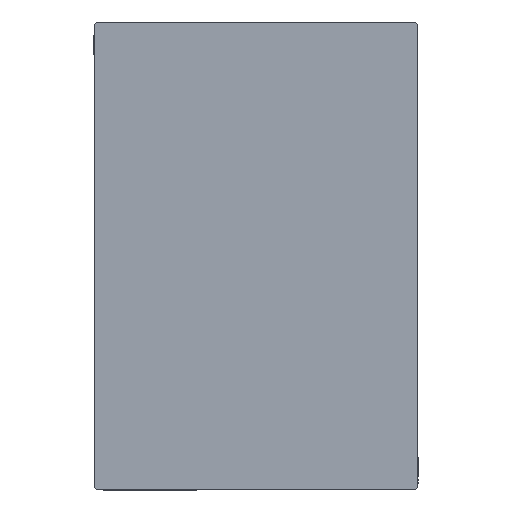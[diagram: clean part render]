
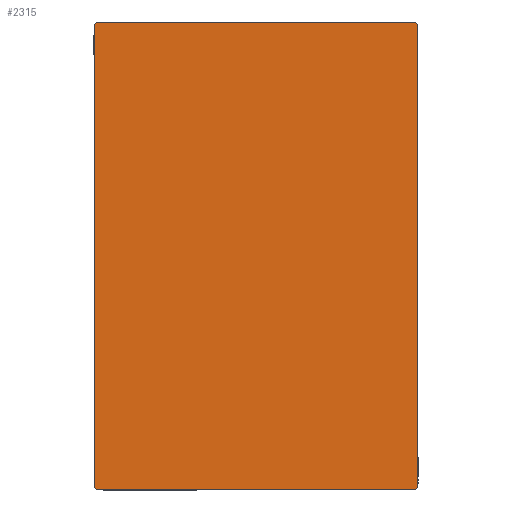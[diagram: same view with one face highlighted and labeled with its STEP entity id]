
A CAD part, left-side view. The second image highlights one B-rep face of the part: STEP entity #2315.
In plain terms, the highlighted face is planar.
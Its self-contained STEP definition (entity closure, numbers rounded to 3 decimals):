
#83 = AXIS2_PLACEMENT_3D ( 'NONE', #17991, #37715, #5029 ) ;
#2185 = DIRECTION ( 'NONE',  ( 0., 0.707, -0.707 ) ) ;
#2315 = ADVANCED_FACE ( 'NONE', ( #25000 ), #7902, .T. ) ;
#2400 = VECTOR ( 'NONE', #23095, 1000. ) ;
#2649 = EDGE_CURVE ( 'NONE', #28329, #39379, #10926, .T. ) ;
#4309 = ORIENTED_EDGE ( 'NONE', *, *, #2649, .T. ) ;
#5029 = DIRECTION ( 'NONE',  ( 0., 0., -1. ) ) ;
#5113 = LINE ( 'NONE', #18511, #41004 ) ;
#5390 = EDGE_LOOP ( 'NONE', ( #14212, #21440, #17505, #4309, #15405, #22681, #42441, #14516 ) ) ;
#7429 = CARTESIAN_POINT ( 'NONE',  ( 70., -22.2, -32.5 ) ) ;
#7854 = DIRECTION ( 'NONE',  ( 0., -0.707, 0.707 ) ) ;
#7902 = PLANE ( 'NONE',  #83 ) ;
#9453 = VECTOR ( 'NONE', #2185, 1000. ) ;
#9705 = CARTESIAN_POINT ( 'NONE',  ( 70., 22.5, -32.5 ) ) ;
#9900 = VECTOR ( 'NONE', #7854, 1000. ) ;
#10310 = VERTEX_POINT ( 'NONE', #34010 ) ;
#10895 = LINE ( 'NONE', #20993, #38520 ) ;
#10926 = LINE ( 'NONE', #37886, #9900 ) ;
#10942 = LINE ( 'NONE', #24319, #20921 ) ;
#12951 = LINE ( 'NONE', #15594, #9453 ) ;
#13008 = LINE ( 'NONE', #9705, #2400 ) ;
#13687 = VECTOR ( 'NONE', #39750, 1000. ) ;
#13973 = EDGE_CURVE ( 'NONE', #32321, #28329, #13008, .T. ) ;
#14212 = ORIENTED_EDGE ( 'NONE', *, *, #24106, .T. ) ;
#14516 = ORIENTED_EDGE ( 'NONE', *, *, #16373, .T. ) ;
#15068 = CARTESIAN_POINT ( 'NONE',  ( 70., 22.5, 32.2 ) ) ;
#15405 = ORIENTED_EDGE ( 'NONE', *, *, #17263, .T. ) ;
#15594 = CARTESIAN_POINT ( 'NONE',  ( 70., -27.35, -27.35 ) ) ;
#15844 = CARTESIAN_POINT ( 'NONE',  ( 70., 22.5, -32.2 ) ) ;
#16373 = EDGE_CURVE ( 'NONE', #26076, #40553, #12951, .T. ) ;
#16522 = CARTESIAN_POINT ( 'NONE',  ( 70., 22.2, 32.5 ) ) ;
#17263 = EDGE_CURVE ( 'NONE', #39379, #24057, #38662, .T. ) ;
#17505 = ORIENTED_EDGE ( 'NONE', *, *, #13973, .T. ) ;
#17536 = CARTESIAN_POINT ( 'NONE',  ( 70., -22.2, 32.5 ) ) ;
#17991 = CARTESIAN_POINT ( 'NONE',  ( 70., 0., 0. ) ) ;
#18336 = EDGE_CURVE ( 'NONE', #24492, #32321, #5113, .T. ) ;
#18511 = CARTESIAN_POINT ( 'NONE',  ( 70., 27.35, -27.35 ) ) ;
#20330 = VECTOR ( 'NONE', #26339, 1000. ) ;
#20921 = VECTOR ( 'NONE', #37683, 1000. ) ;
#20993 = CARTESIAN_POINT ( 'NONE',  ( 70., -22.5, 32.5 ) ) ;
#21440 = ORIENTED_EDGE ( 'NONE', *, *, #18336, .T. ) ;
#22025 = DIRECTION ( 'NONE',  ( 0., 0.707, 0.707 ) ) ;
#22681 = ORIENTED_EDGE ( 'NONE', *, *, #30738, .T. ) ;
#22730 = CARTESIAN_POINT ( 'NONE',  ( 70., 22.2, -32.5 ) ) ;
#23095 = DIRECTION ( 'NONE',  ( 0., 0., 1. ) ) ;
#24057 = VERTEX_POINT ( 'NONE', #17536 ) ;
#24106 = EDGE_CURVE ( 'NONE', #40553, #24492, #10942, .T. ) ;
#24319 = CARTESIAN_POINT ( 'NONE',  ( 70., -22.5, -32.5 ) ) ;
#24492 = VERTEX_POINT ( 'NONE', #22730 ) ;
#25000 = FACE_OUTER_BOUND ( 'NONE', #5390, .T. ) ;
#26076 = VERTEX_POINT ( 'NONE', #30169 ) ;
#26339 = DIRECTION ( 'NONE',  ( 0., -0.707, -0.707 ) ) ;
#28329 = VERTEX_POINT ( 'NONE', #15068 ) ;
#29634 = CARTESIAN_POINT ( 'NONE',  ( 70., -27.35, 27.35 ) ) ;
#30169 = CARTESIAN_POINT ( 'NONE',  ( 70., -22.5, -32.2 ) ) ;
#30738 = EDGE_CURVE ( 'NONE', #24057, #10310, #32917, .T. ) ;
#30846 = EDGE_CURVE ( 'NONE', #10310, #26076, #10895, .T. ) ;
#32321 = VERTEX_POINT ( 'NONE', #15844 ) ;
#32917 = LINE ( 'NONE', #29634, #20330 ) ;
#34010 = CARTESIAN_POINT ( 'NONE',  ( 70., -22.5, 32.2 ) ) ;
#34353 = DIRECTION ( 'NONE',  ( 0., 0., -1. ) ) ;
#36692 = CARTESIAN_POINT ( 'NONE',  ( 70., 22.5, 32.5 ) ) ;
#37683 = DIRECTION ( 'NONE',  ( 0., 1., 0. ) ) ;
#37715 = DIRECTION ( 'NONE',  ( 1., 0., 0. ) ) ;
#37886 = CARTESIAN_POINT ( 'NONE',  ( 70., 27.35, 27.35 ) ) ;
#38520 = VECTOR ( 'NONE', #34353, 1000. ) ;
#38662 = LINE ( 'NONE', #36692, #13687 ) ;
#39379 = VERTEX_POINT ( 'NONE', #16522 ) ;
#39750 = DIRECTION ( 'NONE',  ( 0., -1., 0. ) ) ;
#40553 = VERTEX_POINT ( 'NONE', #7429 ) ;
#41004 = VECTOR ( 'NONE', #22025, 1000. ) ;
#42441 = ORIENTED_EDGE ( 'NONE', *, *, #30846, .T. ) ;
